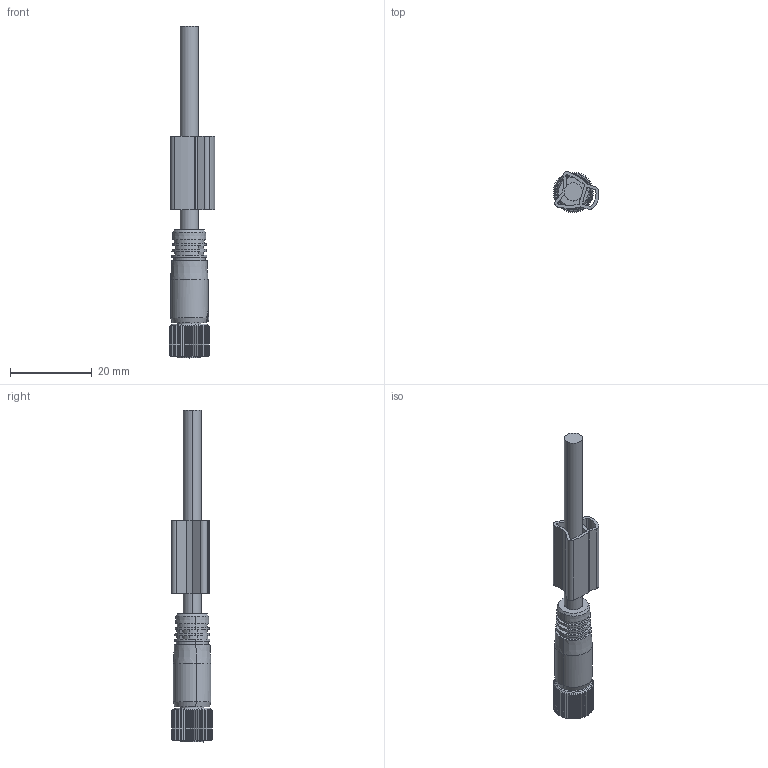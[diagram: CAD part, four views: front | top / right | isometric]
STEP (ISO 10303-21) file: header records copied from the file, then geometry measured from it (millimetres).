
FILE_DESCRIPTION(('CATIA V5 STEP Exchange','CAx-IF Rec.Pracs.--- Model Styling and Organization---1.4--- 2014-01-23'),'2;1');
FILE_NAME ('006221-1_0', '2021-03-24T17:27:06+00:00', ('none'), ('Weidmueller'), 'CATIA Version 5-6 Release 2016 SP3 HF44', 'CATIA V5 STEP AP214', 'none');
FILE_SCHEMA(('AUTOMOTIVE_DESIGN { 1 0 10303 214 1 1 1 1 }'));
Length unit declared in the file: millimetre
Products named in the file (1): 1093200300
Bounding box: 11.26 x 10 x 81.4 mm (x, y, z)
Volume: 3072.4 mm3; surface area: 4486.7 mm2
Topology: 18 solids, 18 shells, 771 faces, 2052 edges, 1337 vertices
Faces by surface type: plane 334, cylinder 291, cone 105, torus 23, bspline 16, revolution 2
Entity records: 23795 total; most frequent: CARTESIAN_POINT 6535, ORIENTED_EDGE 4072, DIRECTION 2601, EDGE_CURVE 2036, VERTEX_POINT 1337, AXIS2_PLACEMENT_3D 1292, EDGE_LOOP 839, VECTOR 784
